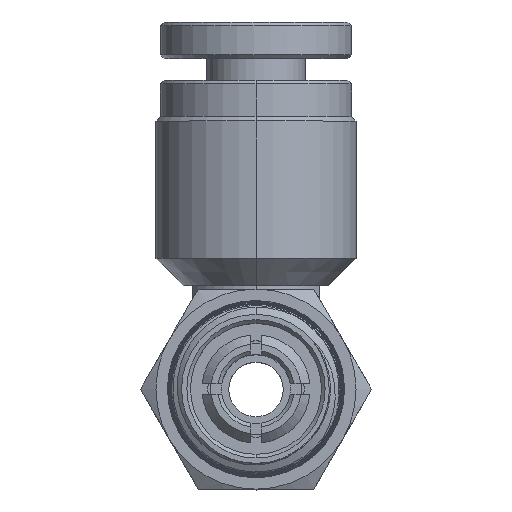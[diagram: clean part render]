
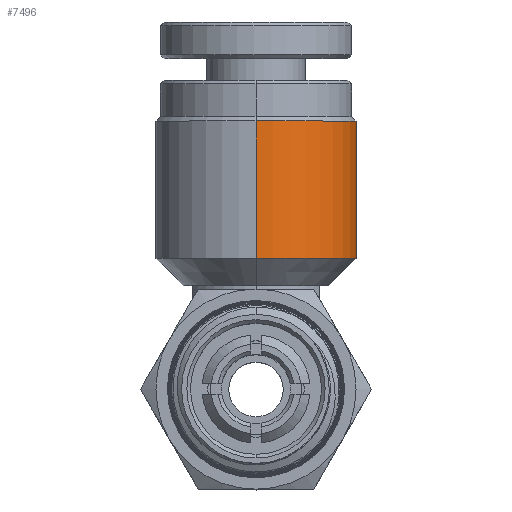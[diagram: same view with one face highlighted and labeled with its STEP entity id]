
A CAD part, top view. The second image highlights one B-rep face of the part: STEP entity #7496.
In plain terms, the highlighted cylindrical face has radius 5.5 mm (diameter 11 mm), a partial arc.
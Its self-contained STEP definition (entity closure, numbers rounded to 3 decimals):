
#317 = VECTOR ( 'NONE', #13248, 1000. ) ;
#1915 = VERTEX_POINT ( 'NONE', #22626 ) ;
#2912 = CIRCLE ( 'NONE', #7132, 5.5 ) ;
#6263 = VERTEX_POINT ( 'NONE', #28861 ) ;
#6360 = AXIS2_PLACEMENT_3D ( 'NONE', #29409, #10978, #32460 ) ;
#6418 = CARTESIAN_POINT ( 'NONE',  ( 0., 14.75, -0.2 ) ) ;
#6835 = ORIENTED_EDGE ( 'NONE', *, *, #29144, .F. ) ;
#7132 = AXIS2_PLACEMENT_3D ( 'NONE', #27845, #9395, #30871 ) ;
#7496 = ADVANCED_FACE ( 'NONE', ( #16746 ), #21114, .T. ) ;
#7557 = CARTESIAN_POINT ( 'NONE',  ( 0., 7.2, -0.2 ) ) ;
#7710 = EDGE_CURVE ( 'NONE', #1915, #25263, #31132, .T. ) ;
#7818 = DIRECTION ( 'NONE',  ( 0., -1., 0. ) ) ;
#9395 = DIRECTION ( 'NONE',  ( 0., 1., 0. ) ) ;
#10978 = DIRECTION ( 'NONE',  ( 0., -1., 0. ) ) ;
#13248 = DIRECTION ( 'NONE',  ( 0., -1., 0. ) ) ;
#16746 = FACE_OUTER_BOUND ( 'NONE', #29337, .T. ) ;
#18332 = LINE ( 'NONE', #33934, #29841 ) ;
#20060 = ORIENTED_EDGE ( 'NONE', *, *, #29080, .T. ) ;
#21114 = CYLINDRICAL_SURFACE ( 'NONE', #36664, 5.5 ) ;
#21796 = DIRECTION ( 'NONE',  ( 0., -1., 0. ) ) ;
#22558 = CARTESIAN_POINT ( 'NONE',  ( 0., 17., -0.2 ) ) ;
#22626 = CARTESIAN_POINT ( 'NONE',  ( 0., 14.75, -11.2 ) ) ;
#23079 = ORIENTED_EDGE ( 'NONE', *, *, #30888, .T. ) ;
#23299 = DIRECTION ( 'NONE',  ( 0., 0., -1. ) ) ;
#24880 = LINE ( 'NONE', #22558, #317 ) ;
#25263 = VERTEX_POINT ( 'NONE', #6418 ) ;
#27845 = CARTESIAN_POINT ( 'NONE',  ( 0., 7.2, -5.7 ) ) ;
#28212 = ORIENTED_EDGE ( 'NONE', *, *, #7710, .T. ) ;
#28861 = CARTESIAN_POINT ( 'NONE',  ( 0., 7.2, -11.2 ) ) ;
#29080 = EDGE_CURVE ( 'NONE', #35086, #6263, #2912, .T. ) ;
#29144 = EDGE_CURVE ( 'NONE', #1915, #6263, #18332, .T. ) ;
#29303 = CARTESIAN_POINT ( 'NONE',  ( 0., 17., -5.7 ) ) ;
#29337 = EDGE_LOOP ( 'NONE', ( #28212, #23079, #20060, #6835 ) ) ;
#29409 = CARTESIAN_POINT ( 'NONE',  ( 0., 14.75, -5.7 ) ) ;
#29841 = VECTOR ( 'NONE', #21796, 1000. ) ;
#30871 = DIRECTION ( 'NONE',  ( 0., 0., 1. ) ) ;
#30888 = EDGE_CURVE ( 'NONE', #25263, #35086, #24880, .T. ) ;
#31132 = CIRCLE ( 'NONE', #6360, 5.5 ) ;
#32460 = DIRECTION ( 'NONE',  ( 0., 0., 1. ) ) ;
#33934 = CARTESIAN_POINT ( 'NONE',  ( 0., 17., -11.2 ) ) ;
#35086 = VERTEX_POINT ( 'NONE', #7557 ) ;
#36664 = AXIS2_PLACEMENT_3D ( 'NONE', #29303, #7818, #23299 ) ;
